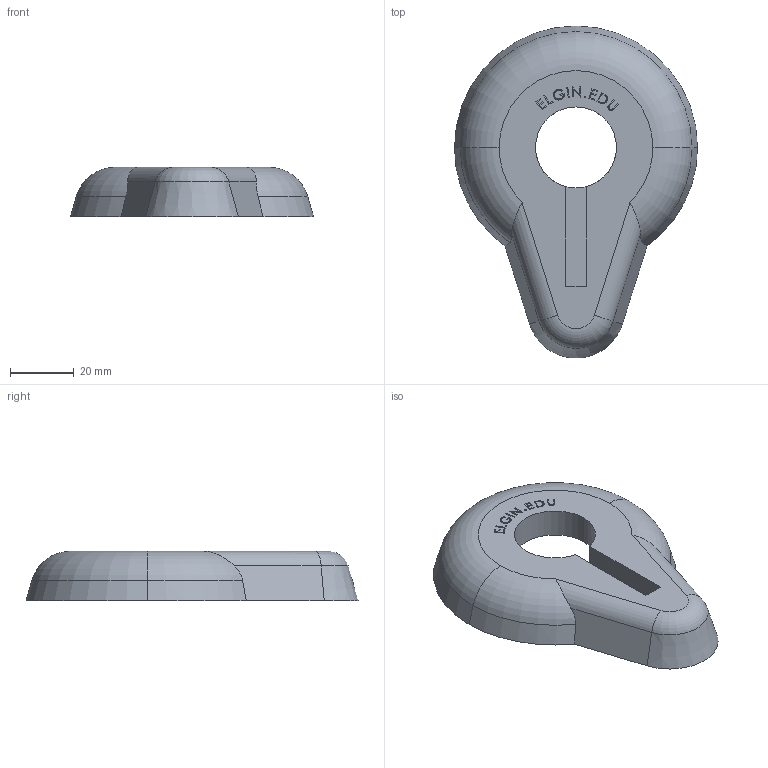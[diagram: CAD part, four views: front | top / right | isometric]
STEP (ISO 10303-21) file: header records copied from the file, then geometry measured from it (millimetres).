
FILE_DESCRIPTION (( 'STEP AP203' ), '1' );
FILE_NAME ('L3.STEP', '2026-01-05T22:36:02', ( '' ), ( '' ), 'SwSTEP 2.0', 'SolidWorks 2026', '' );
FILE_SCHEMA (( 'CONFIG_CONTROL_DESIGN' ));
Length unit declared in the file: inch
Products named in the file (1): L3
Bounding box: 76.2 x 104.09 x 15.49 mm (x, y, z)
Volume: 37509.8 mm3; surface area: 14820.1 mm2
Topology: 1 solids, 1 shells, 124 faces, 329 edges, 218 vertices
Faces by surface type: plane 81, bspline 27, cone 8, cylinder 4, torus 4
Entity records: 5422 total; most frequent: CARTESIAN_POINT 2425, ORIENTED_EDGE 658, DIRECTION 493, EDGE_CURVE 329, VECTOR 237, LINE 237, VERTEX_POINT 218, EDGE_LOOP 137
